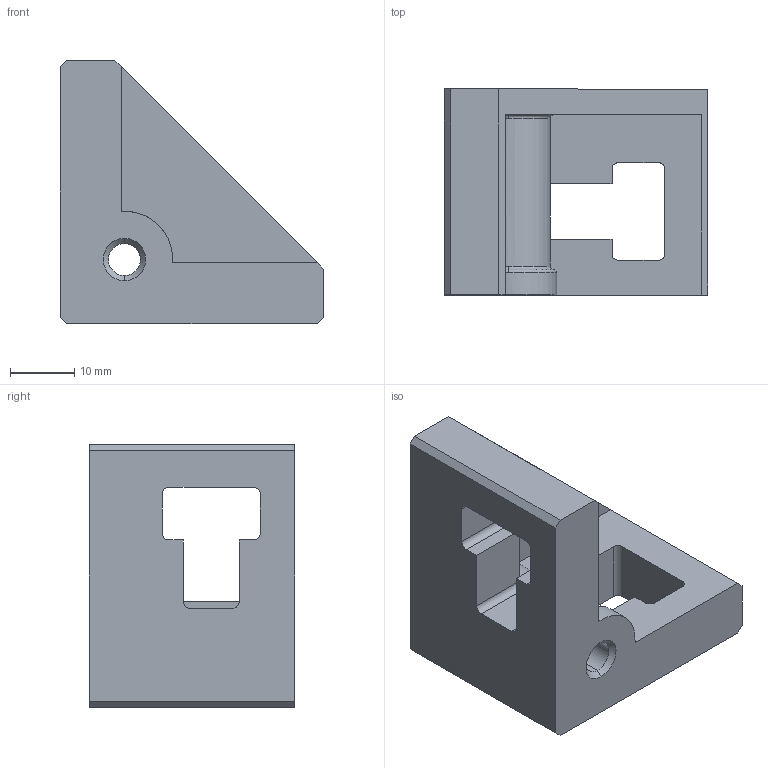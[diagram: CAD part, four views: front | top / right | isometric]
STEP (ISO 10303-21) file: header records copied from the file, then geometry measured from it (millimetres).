
FILE_DESCRIPTION (( 'STEP AP203' ), '1' );
FILE_NAME ('3_842_536_491_Bosch.step', '2024-06-04T13:00:55', ( '' ), ( '' ), 'SwSTEP 2.0', 'SolidWorks 2014', '' );
FILE_SCHEMA (( 'CONFIG_CONTROL_DESIGN' ));
Length unit declared in the file: millimetre
Products named in the file (1): 3_842_536_491_Bosch
Bounding box: 41 x 32 x 41 mm (x, y, z)
Volume: 20251.7 mm3; surface area: 8186.7 mm2
Topology: 1 solids, 1 shells, 57 faces, 162 edges, 105 vertices
Faces by surface type: plane 31, cylinder 16, torus 6, cone 4
Entity records: 2033 total; most frequent: CARTESIAN_POINT 427, ORIENTED_EDGE 324, DIRECTION 322, EDGE_CURVE 162, AXIS2_PLACEMENT_3D 108, LINE 106, VECTOR 106, VERTEX_POINT 105
